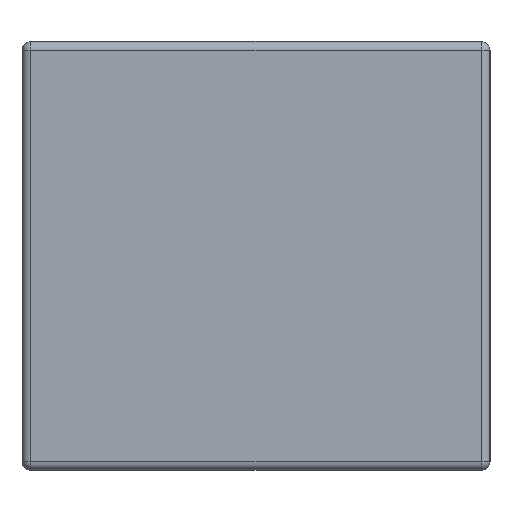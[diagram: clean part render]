
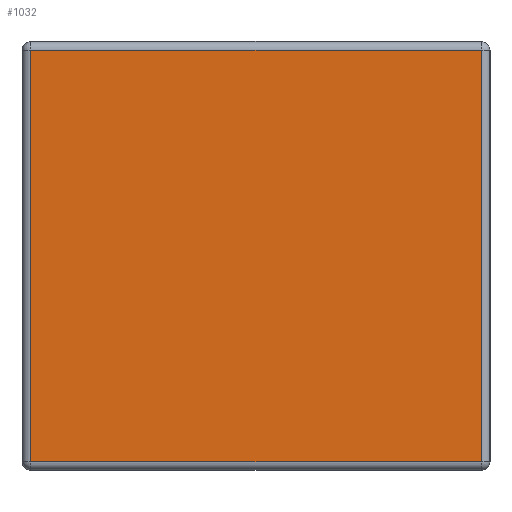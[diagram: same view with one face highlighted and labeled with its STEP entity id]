
A CAD part, left-side view. The second image highlights one B-rep face of the part: STEP entity #1032.
In plain terms, the highlighted planar face has unit normal (-1, 0, 0).
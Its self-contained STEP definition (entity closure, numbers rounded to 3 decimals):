
#83 = CARTESIAN_POINT ( 'NONE',  ( 0., 0.011, -0.539 ) ) ;
#143 = ORIENTED_EDGE ( 'NONE', *, *, #3118, .T. ) ;
#160 = CARTESIAN_POINT ( 'NONE',  ( 0., 0.011, -0.011 ) ) ;
#290 = CARTESIAN_POINT ( 'NONE',  ( 0., 0.589, -0.011 ) ) ;
#313 = LINE ( 'NONE', #1048, #3742 ) ;
#347 = AXIS2_PLACEMENT_3D ( 'NONE', #3085, #564, #921 ) ;
#464 = EDGE_CURVE ( 'NONE', #1645, #1808, #3848, .T. ) ;
#564 = DIRECTION ( 'NONE',  ( -1., 0., 0. ) ) ;
#674 = LINE ( 'NONE', #3552, #4437 ) ;
#921 = DIRECTION ( 'NONE',  ( 0., 0., 1. ) ) ;
#1032 = ADVANCED_FACE ( 'NONE', ( #3810 ), #4494, .T. ) ;
#1048 = CARTESIAN_POINT ( 'NONE',  ( 0., 0.589, -0.55 ) ) ;
#1133 = ORIENTED_EDGE ( 'NONE', *, *, #2088, .T. ) ;
#1458 = LINE ( 'NONE', #4659, #3502 ) ;
#1503 = EDGE_CURVE ( 'NONE', #1808, #3548, #1458, .T. ) ;
#1627 = VECTOR ( 'NONE', #1719, 1000. ) ;
#1645 = VERTEX_POINT ( 'NONE', #4059 ) ;
#1719 = DIRECTION ( 'NONE',  ( 0., -1., 0. ) ) ;
#1753 = ORIENTED_EDGE ( 'NONE', *, *, #464, .T. ) ;
#1808 = VERTEX_POINT ( 'NONE', #83 ) ;
#2088 = EDGE_CURVE ( 'NONE', #3266, #1645, #313, .T. ) ;
#2091 = DIRECTION ( 'NONE',  ( 0., 1., 0. ) ) ;
#2105 = EDGE_LOOP ( 'NONE', ( #1753, #4087, #143, #1133 ) ) ;
#3085 = CARTESIAN_POINT ( 'NONE',  ( 0., 0., 0. ) ) ;
#3118 = EDGE_CURVE ( 'NONE', #3548, #3266, #674, .T. ) ;
#3179 = DIRECTION ( 'NONE',  ( 0., 0., 1. ) ) ;
#3266 = VERTEX_POINT ( 'NONE', #290 ) ;
#3502 = VECTOR ( 'NONE', #3179, 1000. ) ;
#3548 = VERTEX_POINT ( 'NONE', #160 ) ;
#3552 = CARTESIAN_POINT ( 'NONE',  ( 0., 0.6, -0.011 ) ) ;
#3742 = VECTOR ( 'NONE', #4641, 1000. ) ;
#3810 = FACE_OUTER_BOUND ( 'NONE', #2105, .T. ) ;
#3848 = LINE ( 'NONE', #4624, #1627 ) ;
#4059 = CARTESIAN_POINT ( 'NONE',  ( 0., 0.589, -0.539 ) ) ;
#4087 = ORIENTED_EDGE ( 'NONE', *, *, #1503, .T. ) ;
#4437 = VECTOR ( 'NONE', #2091, 1000. ) ;
#4494 = PLANE ( 'NONE',  #347 ) ;
#4624 = CARTESIAN_POINT ( 'NONE',  ( 0., 0., -0.539 ) ) ;
#4641 = DIRECTION ( 'NONE',  ( 0., 0., -1. ) ) ;
#4659 = CARTESIAN_POINT ( 'NONE',  ( 0., 0.011, 0. ) ) ;
